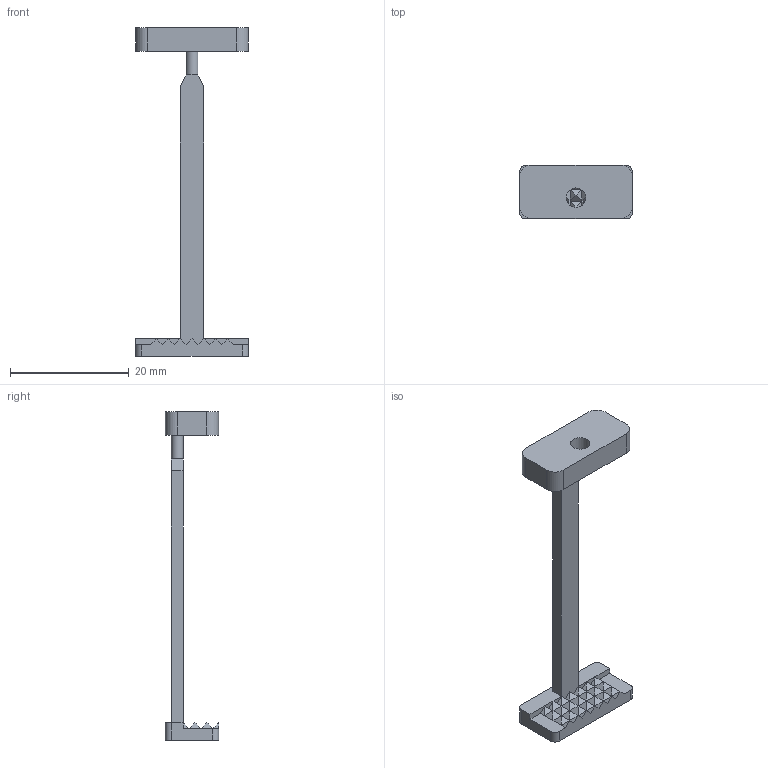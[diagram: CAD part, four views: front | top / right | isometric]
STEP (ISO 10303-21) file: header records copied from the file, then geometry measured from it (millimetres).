
FILE_DESCRIPTION(/* description */ (''),/* implementation_level */ '2;1');
FILE_NAME(/* name */ 'Clamp-part1-Base9x19mm-maxSample40mm.stp',/* time_stamp */ '2022-07-17T18:31:45+02:00',/* author */ ('Nikita'),/* organization */ (''),/* preprocessor_version */ 'ST-DEVELOPER v16.5',/* originating_system */ 'Autodesk Inventor 2017',/* authorisation */ '');
FILE_SCHEMA (('AUTOMOTIVE_DESIGN { 1 0 10303 214 3 1 1 }'));
Length unit declared in the file: millimetre
Products named in the file (1): Clamp-part1-Base9x19mm-narrowTOP-maxSample40mm
Bounding box: 19 x 9 x 55.5 mm (x, y, z)
Volume: 1425.5 mm3; surface area: 1642.3 mm2
Topology: 1 solids, 1 shells, 138 faces, 256 edges, 121 vertices
Faces by surface type: plane 128, cylinder 10
Full cylindrical faces by diameter (mm): 2 x1, 3.3 x1
Entity records: 3195 total; most frequent: DIRECTION 555, CARTESIAN_POINT 514, ORIENTED_EDGE 508, EDGE_CURVE 254, LINE 231, VECTOR 231, AXIS2_PLACEMENT_3D 162, EDGE_LOOP 143
